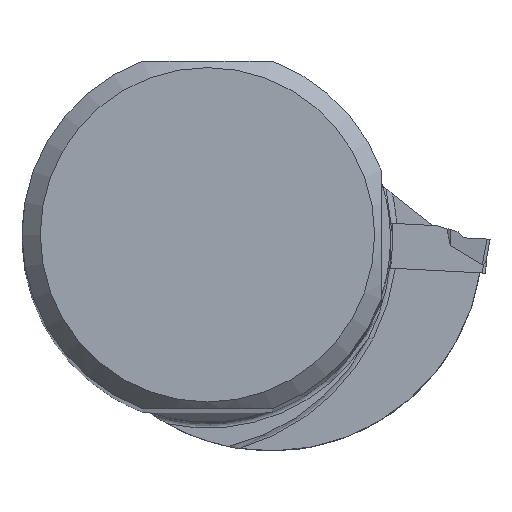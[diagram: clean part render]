
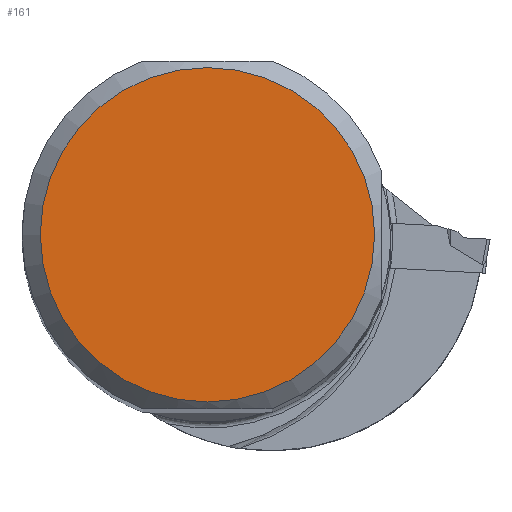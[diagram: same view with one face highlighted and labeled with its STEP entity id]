
A CAD part, top view. The second image highlights one B-rep face of the part: STEP entity #161.
In plain terms, the highlighted planar face has unit normal (0, 0, 1).
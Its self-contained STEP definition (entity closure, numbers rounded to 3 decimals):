
#161=ADVANCED_FACE('',(#261),#216,.F.);
#216=PLANE('',#1408);
#261=FACE_OUTER_BOUND('',#327,.T.);
#327=EDGE_LOOP('',(#701));
#381=CIRCLE('',#1394,22.9);
#701=ORIENTED_EDGE('',*,*,#1130,.T.);
#996=VERTEX_POINT('',#2043);
#1130=EDGE_CURVE('',#996,#996,#381,.T.);
#1394=AXIS2_PLACEMENT_3D('',#2042,#1552,#1553);
#1408=AXIS2_PLACEMENT_3D('',#2057,#1580,#1581);
#1552=DIRECTION('',(0.,0.,1.));
#1553=DIRECTION('',(0.,1.,0.));
#1580=DIRECTION('',(0.,0.,-1.));
#1581=DIRECTION('',(0.,1.,0.));
#2042=CARTESIAN_POINT('',(0.,0.,0.));
#2043=CARTESIAN_POINT('',(0.,22.9,0.));
#2057=CARTESIAN_POINT('',(0.,0.,0.));
